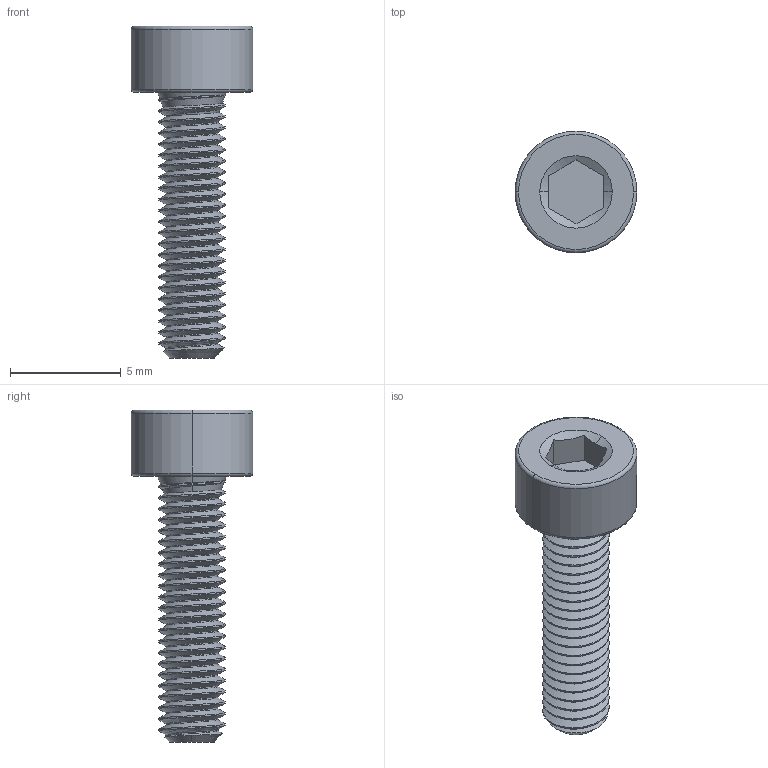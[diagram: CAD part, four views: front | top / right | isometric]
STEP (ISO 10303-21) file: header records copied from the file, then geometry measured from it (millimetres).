
FILE_DESCRIPTION (( 'STEP AP214' ), '1' );
FILE_NAME ('M3_Bolt.STEP', '2025-10-30T22:17:35', ( '' ), ( '' ), 'SwSTEP 2.0', 'SolidWorks 2025', '' );
FILE_SCHEMA (( 'AUTOMOTIVE_DESIGN' ));
Length unit declared in the file: millimetre
Products named in the file (1): M3_Bolt
Bounding box: 5.5 x 5.5 x 15 mm (x, y, z)
Volume: 131.2 mm3; surface area: 277.2 mm2
Topology: 1 solids, 1 shells, 74 faces, 206 edges, 136 vertices
Faces by surface type: cylinder 48, plane 10, cone 9, torus 4, bspline 3
Entity records: 5324 total; most frequent: CARTESIAN_POINT 3722, ORIENTED_EDGE 412, DIRECTION 252, EDGE_CURVE 206, VERTEX_POINT 136, AXIS2_PLACEMENT_3D 92, EDGE_LOOP 76, ADVANCED_FACE 74
